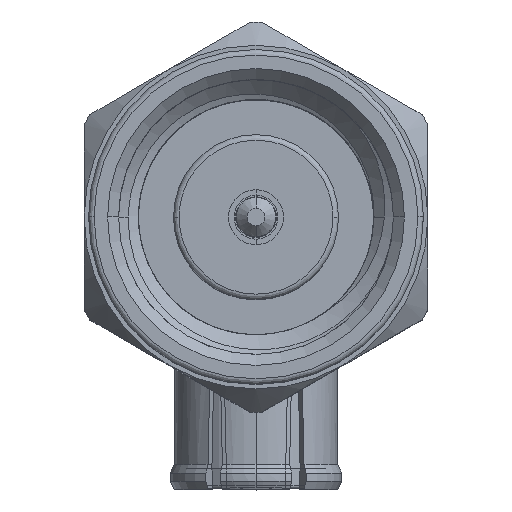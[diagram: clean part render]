
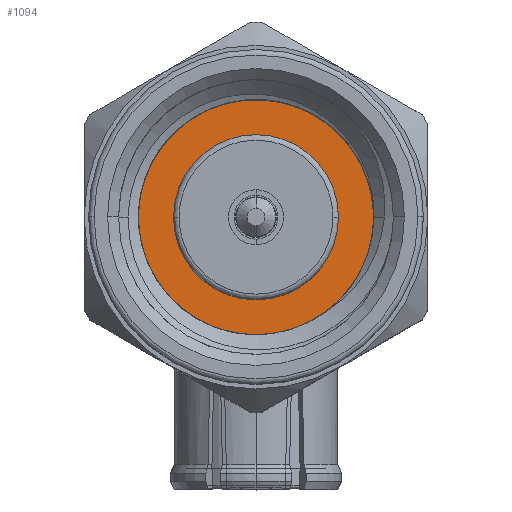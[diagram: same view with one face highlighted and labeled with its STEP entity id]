
A CAD part, top view. The second image highlights one B-rep face of the part: STEP entity #1094.
In plain terms, the highlighted face is planar.
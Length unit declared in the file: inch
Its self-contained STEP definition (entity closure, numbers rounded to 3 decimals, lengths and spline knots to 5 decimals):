
#50 = VERTEX_POINT ( 'NONE', #4614 ) ;
#302 = CARTESIAN_POINT ( 'NONE',  ( -0.65, -0.09009, -0.05765 ) ) ;
#328 = CARTESIAN_POINT ( 'NONE',  ( -0.65, 0., 0. ) ) ;
#345 = VERTEX_POINT ( 'NONE', #9636 ) ;
#400 = ORIENTED_EDGE ( 'NONE', *, *, #4901, .T. ) ;
#551 = CARTESIAN_POINT ( 'NONE',  ( -0.65, -0.03727, 0.10877 ) ) ;
#571 = CARTESIAN_POINT ( 'NONE',  ( -0.65, 0.09504, -0.07605 ) ) ;
#607 = CARTESIAN_POINT ( 'NONE',  ( -0.65, 0.10529, 0.06737 ) ) ;
#1031 = EDGE_CURVE ( 'NONE', #6012, #4972, #9288, .T. ) ;
#1070 = ORIENTED_EDGE ( 'NONE', *, *, #9668, .T. ) ;
#1094 = ADVANCED_FACE ( 'NONE', ( #7604, #6168 ), #2953, .T. ) ;
#1102 = VERTEX_POINT ( 'NONE', #7685 ) ;
#1141 = CARTESIAN_POINT ( 'NONE',  ( -0.65, 0.04815, -0.10771 ) ) ;
#1148 = EDGE_LOOP ( 'NONE', ( #5974, #1884 ) ) ;
#1294 = CARTESIAN_POINT ( 'NONE',  ( -0.65, 0.09112, -0.08017 ) ) ;
#1353 = ORIENTED_EDGE ( 'NONE', *, *, #4282, .T. ) ;
#1370 = CARTESIAN_POINT ( 'NONE',  ( -0.65, -0.08269, 0.07467 ) ) ;
#1482 = DIRECTION ( 'NONE',  ( -1., 0., 0. ) ) ;
#1824 = CARTESIAN_POINT ( 'NONE',  ( -0.65, -0.10773, -0.00531 ) ) ;
#1884 = ORIENTED_EDGE ( 'NONE', *, *, #6889, .F. ) ;
#2138 = CARTESIAN_POINT ( 'NONE',  ( -0.65, 0.03001, 0.11588 ) ) ;
#2183 = CARTESIAN_POINT ( 'NONE',  ( -0.65, 0.01299, 0.11751 ) ) ;
#2544 = CARTESIAN_POINT ( 'NONE',  ( -0.65, -0.08929, 0.06534 ) ) ;
#2714 = CARTESIAN_POINT ( 'NONE',  ( -0.65, -0.01961, -0.1123 ) ) ;
#2811 = CARTESIAN_POINT ( 'NONE',  ( -0.65, 0.0372, -0.11115 ) ) ;
#2844 = CARTESIAN_POINT ( 'NONE',  ( -0.65, -0.00989, 0.11642 ) ) ;
#2904 = DIRECTION ( 'NONE',  ( -1., 0., 0. ) ) ;
#2953 = PLANE ( 'NONE',  #4759 ) ;
#3156 = AXIS2_PLACEMENT_3D ( 'NONE', #328, #9440, #4162 ) ;
#3303 = CARTESIAN_POINT ( 'NONE',  ( -0.65, -0.10298, 0.03389 ) ) ;
#3411 = CARTESIAN_POINT ( 'NONE',  ( -0.65, -0.10278, -0.03269 ) ) ;
#3413 = CARTESIAN_POINT ( 'NONE',  ( -0.65, -0.10457, 0.02246 ) ) ;
#3478 = CARTESIAN_POINT ( 'NONE',  ( -0.65, 0.03156, -0.11247 ) ) ;
#3564 = CARTESIAN_POINT ( 'NONE',  ( -0.65, -0.02107, 0.11419 ) ) ;
#3685 = CARTESIAN_POINT ( 'NONE',  ( -0.65, 0.05344, -0.10561 ) ) ;
#3719 = CARTESIAN_POINT ( 'NONE',  ( -0.65, -0.06672, 0.09122 ) ) ;
#4082 = CARTESIAN_POINT ( 'NONE',  ( -0.65, -0.09009, -0.05765 ) ) ;
#4162 = DIRECTION ( 'NONE',  ( 0., 0., 1. ) ) ;
#4184 = CARTESIAN_POINT ( 'NONE',  ( -0.65, -0.1075, 0.00883 ) ) ;
#4239 = CARTESIAN_POINT ( 'NONE',  ( -0.65, -0.09761, -0.0459 ) ) ;
#4262 = B_SPLINE_CURVE_WITH_KNOTS ( 'NONE', 3,
 ( #302, #4239, #3411, #1824, #4184, #6563 ),
 .UNSPECIFIED., .F., .F.,
 ( 4, 2, 4 ),
 ( 0., 0.00106, 0.00212 ),
 .UNSPECIFIED. ) ;
#4282 = EDGE_CURVE ( 'NONE', #1102, #50, #8998, .T. ) ;
#4406 = CARTESIAN_POINT ( 'NONE',  ( -0.65, -0.05135, -0.0991 ) ) ;
#4435 = CARTESIAN_POINT ( 'NONE',  ( -0.65, -0.02655, 0.11266 ) ) ;
#4456 = CARTESIAN_POINT ( 'NONE',  ( -0.65, 0., 0. ) ) ;
#4483 = CARTESIAN_POINT ( 'NONE',  ( -0.65, -0.00413, 0.11712 ) ) ;
#4614 = CARTESIAN_POINT ( 'NONE',  ( -0.65, 0.12221, -0.02625 ) ) ;
#4622 = AXIS2_PLACEMENT_3D ( 'NONE', #4456, #9987, #8427 ) ;
#4759 = AXIS2_PLACEMENT_3D ( 'NONE', #6055, #1482, #9164 ) ;
#4901 = EDGE_CURVE ( 'NONE', #7815, #345, #4262, .T. ) ;
#4912 = AXIS2_PLACEMENT_3D ( 'NONE', #9875, #2904, #7354 ) ;
#4972 = VERTEX_POINT ( 'NONE', #8756 ) ;
#5062 = CARTESIAN_POINT ( 'NONE',  ( -0.65, -0.09009, -0.05765 ) ) ;
#5165 = CARTESIAN_POINT ( 'NONE',  ( -0.65, 0.11909, -0.03736 ) ) ;
#5459 = CARTESIAN_POINT ( 'NONE',  ( -0.65, 0., -0.075 ) ) ;
#5818 = CARTESIAN_POINT ( 'NONE',  ( -0.65, -0.00259, -0.11462 ) ) ;
#5913 = CARTESIAN_POINT ( 'NONE',  ( -0.65, -0.08453, -0.06777 ) ) ;
#5954 = CARTESIAN_POINT ( 'NONE',  ( -0.65, 0.06246, 0.10475 ) ) ;
#5974 = ORIENTED_EDGE ( 'NONE', *, *, #1031, .F. ) ;
#6012 = VERTEX_POINT ( 'NONE', #5459 ) ;
#6055 = CARTESIAN_POINT ( 'NONE',  ( -0.65, 0., 0. ) ) ;
#6168 = FACE_BOUND ( 'NONE', #1148, .T. ) ;
#6242 = ORIENTED_EDGE ( 'NONE', *, *, #6246, .T. ) ;
#6246 = EDGE_CURVE ( 'NONE', #345, #1102, #6951, .T. ) ;
#6563 = CARTESIAN_POINT ( 'NONE',  ( -0.65, -0.10457, 0.02246 ) ) ;
#6581 = CARTESIAN_POINT ( 'NONE',  ( -0.65, 0.00321, -0.11494 ) ) ;
#6680 = CARTESIAN_POINT ( 'NONE',  ( -0.65, 0.07852, -0.09165 ) ) ;
#6717 = CARTESIAN_POINT ( 'NONE',  ( -0.65, -0.05761, 0.09816 ) ) ;
#6889 = EDGE_CURVE ( 'NONE', #4972, #6012, #7921, .T. ) ;
#6951 = B_SPLINE_CURVE_WITH_KNOTS ( 'NONE', 3,
 ( #3413, #3303, #9512, #2544, #1370, #3719, #6717, #7492, #551, #4435, #3564, #2844, #4483, #8350, #2183, #2138, #9058, #5954, #9811, #8302, #7598, #607 ),
 .UNSPECIFIED., .F., .F.,
 ( 4, 2, 2, 2, 2, 2, 2, 2, 2, 2, 4 ),
 ( 0., 0.00087, 0.00173, 0.0026, 0.00303, 0.00347, 0.0039, 0.00433, 0.0052, 0.00607, 0.00693 ),
 .UNSPECIFIED. ) ;
#7093 = EDGE_LOOP ( 'NONE', ( #1353, #1070, #400, #6242 ) ) ;
#7354 = DIRECTION ( 'NONE',  ( 0., 0., 1. ) ) ;
#7363 = CARTESIAN_POINT ( 'NONE',  ( -0.65, 0.01462, -0.11478 ) ) ;
#7492 = CARTESIAN_POINT ( 'NONE',  ( -0.65, -0.04255, 0.10639 ) ) ;
#7509 = CARTESIAN_POINT ( 'NONE',  ( -0.65, -0.06074, -0.09266 ) ) ;
#7557 = CARTESIAN_POINT ( 'NONE',  ( -0.65, 0.11454, -0.0478 ) ) ;
#7598 = CARTESIAN_POINT ( 'NONE',  ( -0.65, 0.09854, 0.07671 ) ) ;
#7604 = FACE_OUTER_BOUND ( 'NONE', #7093, .T. ) ;
#7685 = CARTESIAN_POINT ( 'NONE',  ( -0.65, 0.10529, 0.06737 ) ) ;
#7815 = VERTEX_POINT ( 'NONE', #4082 ) ;
#7921 = CIRCLE ( 'NONE', #3156, 0.075 ) ;
#8127 = CARTESIAN_POINT ( 'NONE',  ( -0.65, 0.12221, -0.02625 ) ) ;
#8273 = CARTESIAN_POINT ( 'NONE',  ( -0.65, 0.10229, -0.06722 ) ) ;
#8302 = CARTESIAN_POINT ( 'NONE',  ( -0.65, 0.09053, 0.08498 ) ) ;
#8350 = CARTESIAN_POINT ( 'NONE',  ( -0.65, 0.0073, 0.11765 ) ) ;
#8427 = DIRECTION ( 'NONE',  ( 0., 0., 1. ) ) ;
#8756 = CARTESIAN_POINT ( 'NONE',  ( -0.65, 0., 0.075 ) ) ;
#8924 = CARTESIAN_POINT ( 'NONE',  ( -0.65, -0.07748, -0.07686 ) ) ;
#8998 = CIRCLE ( 'NONE', #4622, 0.125 ) ;
#9058 = CARTESIAN_POINT ( 'NONE',  ( -0.65, 0.04133, 0.11315 ) ) ;
#9132 = CARTESIAN_POINT ( 'NONE',  ( -0.65, 0.02029, -0.11428 ) ) ;
#9164 = DIRECTION ( 'NONE',  ( 0., 0., 1. ) ) ;
#9198 = B_SPLINE_CURVE_WITH_KNOTS ( 'NONE', 3,
 ( #8127, #5165, #7557, #9737, #8273, #571, #1294, #6680, #9781, #3685, #1141, #2811, #3478, #9132, #7363, #6581, #5818, #2714, #9686, #4406, #7509, #8924, #5913, #5062 ),
 .UNSPECIFIED., .F., .F.,
 ( 4, 2, 2, 2, 2, 2, 2, 2, 2, 2, 2, 4 ),
 ( 0., 0.00087, 0.0013, 0.00173, 0.0026, 0.00304, 0.00347, 0.0039, 0.00434, 0.0052, 0.00607, 0.00694 ),
 .UNSPECIFIED. ) ;
#9288 = CIRCLE ( 'NONE', #4912, 0.075 ) ;
#9440 = DIRECTION ( 'NONE',  ( -1., 0., 0. ) ) ;
#9512 = CARTESIAN_POINT ( 'NONE',  ( -0.65, -0.0996, 0.04474 ) ) ;
#9636 = CARTESIAN_POINT ( 'NONE',  ( -0.65, -0.10457, 0.02246 ) ) ;
#9668 = EDGE_CURVE ( 'NONE', #50, #7815, #9198, .T. ) ;
#9686 = CARTESIAN_POINT ( 'NONE',  ( -0.65, -0.03052, -0.10905 ) ) ;
#9737 = CARTESIAN_POINT ( 'NONE',  ( -0.65, 0.10564, -0.06247 ) ) ;
#9781 = CARTESIAN_POINT ( 'NONE',  ( -0.65, 0.06883, -0.09819 ) ) ;
#9811 = CARTESIAN_POINT ( 'NONE',  ( -0.65, 0.07257, 0.09896 ) ) ;
#9875 = CARTESIAN_POINT ( 'NONE',  ( -0.65, 0., 0. ) ) ;
#9987 = DIRECTION ( 'NONE',  ( -1., 0., 0. ) ) ;
